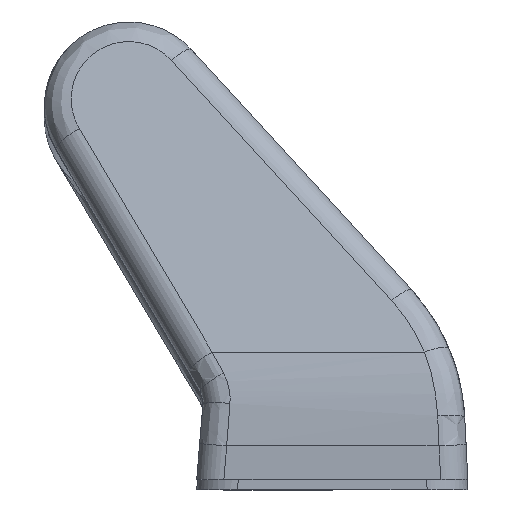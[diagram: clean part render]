
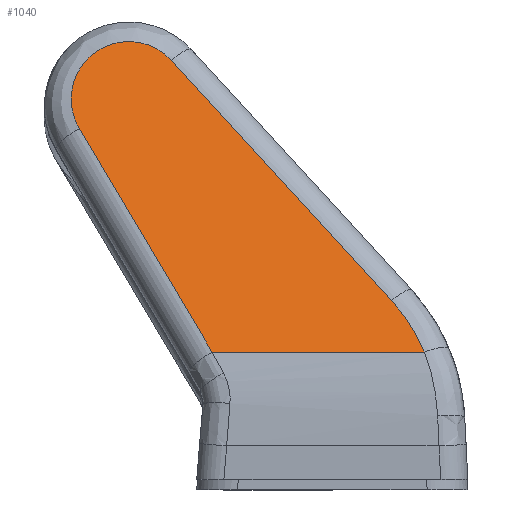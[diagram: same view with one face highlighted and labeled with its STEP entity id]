
A CAD part, top view. The second image highlights one B-rep face of the part: STEP entity #1040.
In plain terms, the highlighted face is planar.
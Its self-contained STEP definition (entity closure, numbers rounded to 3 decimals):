
#791 = EDGE_CURVE ( 'NONE', #940, #1044, #4548, .T. ) ;
#937 = VERTEX_POINT ( 'NONE', #5051 ) ;
#938 = ORIENTED_EDGE ( 'NONE', *, *, #939, .T. ) ;
#939 = EDGE_CURVE ( 'NONE', #937, #940, #5033, .T. ) ;
#940 = VERTEX_POINT ( 'NONE', #5035 ) ;
#941 = ORIENTED_EDGE ( 'NONE', *, *, #791, .T. ) ;
#976 = ORIENTED_EDGE ( 'NONE', *, *, #977, .T. ) ;
#977 = EDGE_CURVE ( 'NONE', #1048, #937, #4923, .T. ) ;
#1040 = ADVANCED_FACE ( 'NONE', ( #5179 ), #5178, .F. ) ;
#1041 = EDGE_LOOP ( 'NONE', ( #1042, #1046, #976, #938, #941 ) ) ;
#1042 = ORIENTED_EDGE ( 'NONE', *, *, #1043, .T. ) ;
#1043 = EDGE_CURVE ( 'NONE', #1044, #1045, #5171, .T. ) ;
#1044 = VERTEX_POINT ( 'NONE', #5173 ) ;
#1045 = VERTEX_POINT ( 'NONE', #5172 ) ;
#1046 = ORIENTED_EDGE ( 'NONE', *, *, #1047, .T. ) ;
#1047 = EDGE_CURVE ( 'NONE', #1045, #1048, #5142, .T. ) ;
#1048 = VERTEX_POINT ( 'NONE', #5138 ) ;
#4545 = DIRECTION ( 'NONE',  ( -0.208, 0.721, 0.661 ) ) ;
#4546 = VECTOR ( 'NONE', #4545, 1000. ) ;
#4547 = CARTESIAN_POINT ( 'NONE',  ( -14.224, 61.341, 23.266 ) ) ;
#4548 = LINE ( 'NONE', #4547, #4546 ) ;
#4916 = DIRECTION ( 'NONE',  ( 0., 0., -1. ) ) ;
#4917 = VECTOR ( 'NONE', #4916, 1000. ) ;
#4918 = CARTESIAN_POINT ( 'NONE',  ( -1.957, 18.787, -19.269 ) ) ;
#4923 = LINE ( 'NONE', #4918, #4917 ) ;
#5029 = CARTESIAN_POINT ( 'NONE',  ( -4.144, 26.376, -8.752 ) ) ;
#5030 = CARTESIAN_POINT ( 'NONE',  ( -3.5, 24.141, -10.799 ) ) ;
#5031 = CARTESIAN_POINT ( 'NONE',  ( -2.763, 21.586, -12.428 ) ) ;
#5032 = CARTESIAN_POINT ( 'NONE',  ( -1.957, 18.787, -13.59 ) ) ;
#5033 =( BOUNDED_CURVE ( )  B_SPLINE_CURVE ( 3, ( #5032, #5031, #5030, #5029 ),
 .UNSPECIFIED., .F., .T. ) 
 B_SPLINE_CURVE_WITH_KNOTS ( ( 4, 4 ),
 ( 1.964, 2.312 ),
 .UNSPECIFIED. ) 
 CURVE ( )  GEOMETRIC_REPRESENTATION_ITEM ( )  RATIONAL_B_SPLINE_CURVE ( ( 1., 0.99, 0.99, 1. ) ) 
 REPRESENTATION_ITEM ( '' )  );
#5035 = CARTESIAN_POINT ( 'NONE',  ( -4.144, 26.376, -8.752 ) ) ;
#5051 = CARTESIAN_POINT ( 'NONE',  ( -1.957, 18.787, -13.59 ) ) ;
#5138 = CARTESIAN_POINT ( 'NONE',  ( -1.957, 18.787, 17.721 ) ) ;
#5139 = DIRECTION ( 'NONE',  ( 0.241, -0.835, -0.496 ) ) ;
#5140 = VECTOR ( 'NONE', #5139, 1000. ) ;
#5141 = CARTESIAN_POINT ( 'NONE',  ( -2.59, 20.984, 19.025 ) ) ;
#5142 = LINE ( 'NONE', #5141, #5140 ) ;
#5167 = CARTESIAN_POINT ( 'NONE',  ( -11.465, 51.768, 37.308 ) ) ;
#5168 = CARTESIAN_POINT ( 'NONE',  ( -14.943, 63.832, 44.473 ) ) ;
#5169 = CARTESIAN_POINT ( 'NONE',  ( -17.354, 72.197, 33.208 ) ) ;
#5170 = CARTESIAN_POINT ( 'NONE',  ( -14.371, 61.849, 23.731 ) ) ;
#5171 =( BOUNDED_CURVE ( )  B_SPLINE_CURVE ( 3, ( #5170, #5169, #5168, #5167 ),
 .UNSPECIFIED., .F., .T. ) 
 B_SPLINE_CURVE_WITH_KNOTS ( ( 4, 4 ),
 ( 2.312, 5.248 ),
 .UNSPECIFIED. ) 
 CURVE ( )  GEOMETRIC_REPRESENTATION_ITEM ( )  RATIONAL_B_SPLINE_CURVE ( ( 1., 0.402, 0.402, 1. ) ) 
 REPRESENTATION_ITEM ( '' )  );
#5172 = CARTESIAN_POINT ( 'NONE',  ( -11.465, 51.768, 37.308 ) ) ;
#5173 = CARTESIAN_POINT ( 'NONE',  ( -14.371, 61.849, 23.731 ) ) ;
#5174 = DIRECTION ( 'NONE',  ( 0.277, -0.961, 0. ) ) ;
#5175 = DIRECTION ( 'NONE',  ( -0.961, -0.277, 0. ) ) ;
#5176 = CARTESIAN_POINT ( 'NONE',  ( -16., 67.5, -45. ) ) ;
#5177 = AXIS2_PLACEMENT_3D ( 'NONE', #5176, #5175, #5174 ) ;
#5178 = PLANE ( 'NONE',  #5177 ) ;
#5179 = FACE_OUTER_BOUND ( 'NONE', #1041, .T. ) ;
